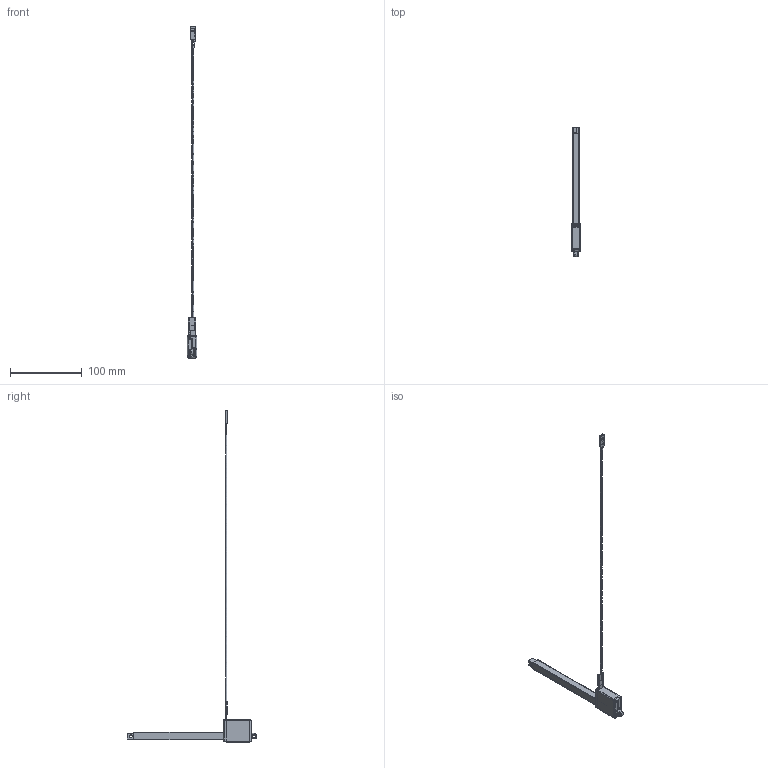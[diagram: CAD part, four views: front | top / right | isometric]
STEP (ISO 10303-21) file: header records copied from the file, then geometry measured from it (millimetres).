
FILE_DESCRIPTION(('FreeCAD Model'),'2;1');
FILE_NAME('Open CASCADE Shape Model','2025-04-29T08:31:41',('FreeCAD'),( 'FreeCAD'),'Open CASCADE STEP processor 7.6','FreeCAD','Unknown');
FILE_SCHEMA(('AUTOMOTIVE_DESIGN { 1 0 10303 214 1 1 1 1 }'));
Products named in the file (1): Open CASCADE STEP translator 7.6 1
Bounding box: 13.49 x 179.85 x 462 mm (x, y, z)
Surface area: 32635.5 mm2 (no closed solid volume)
Topology: 0 solids, 62 shells, 433 faces, 2117 edges, 1727 vertices
Faces by surface type: bspline 433
Entity records: 46926 total; most frequent: CARTESIAN_POINT 36682, ORIENTED_EDGE 2908, EDGE_CURVE 2117, B_SPLINE_CURVE_WITH_KNOTS 1768, VERTEX_POINT 1727, FACE_BOUND 497, EDGE_LOOP 497, ADVANCED_FACE 433
